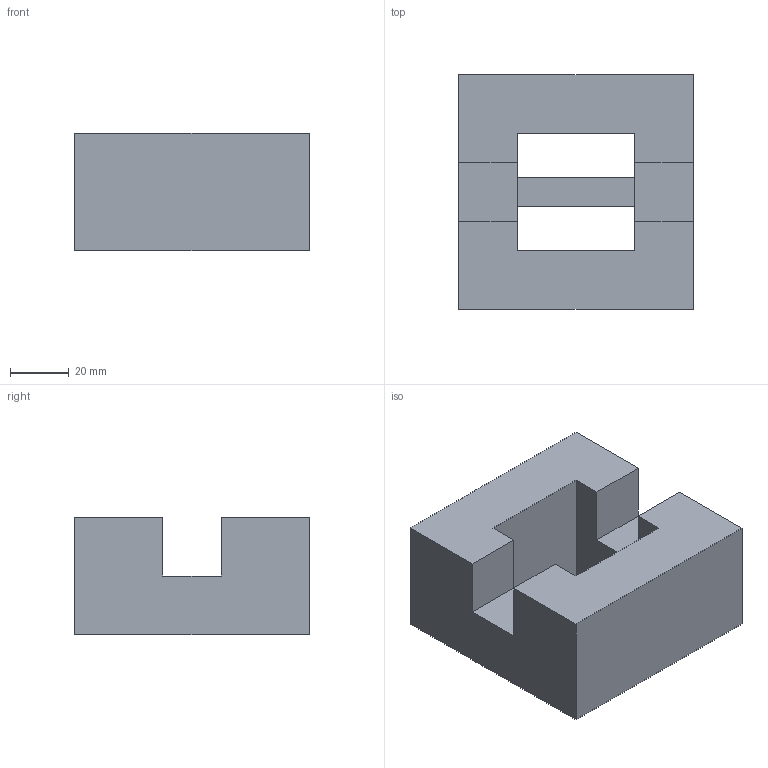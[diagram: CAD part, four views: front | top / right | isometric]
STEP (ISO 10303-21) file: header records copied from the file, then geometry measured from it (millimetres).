
FILE_DESCRIPTION(('produced by SPATIAL CORP'),'2;1');
FILE_NAME('ex05.hh.sat.stp', '2002-04-19T11:06:50+00:00',('SPATIAL CORP'),('SPATIAL CORP'), 'ACIS STEP Husk','http://www.spatial.com','SPATIAL CORP');
FILE_SCHEMA(('CONFIG_CONTROL_DESIGN'));
Length unit declared in the file: millimetre
Products named in the file (1): PRODUCT_ID_1
Bounding box: 80 x 80 x 40 mm (x, y, z)
Volume: 180000 mm3; surface area: 30200 mm2
Topology: 1 solids, 1 shells, 20 faces, 60 edges, 40 vertices
Faces by surface type: plane 20
Entity records: 697 total; most frequent: ORIENTED_EDGE 120, CARTESIAN_POINT 106, DIRECTION 82, EDGE_CURVE 60, VECTOR 50, LINE 50, VERTEX_POINT 40, EDGE_LOOP 22
